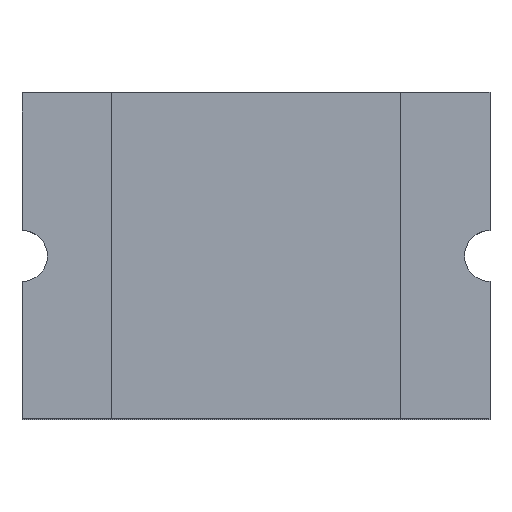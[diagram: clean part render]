
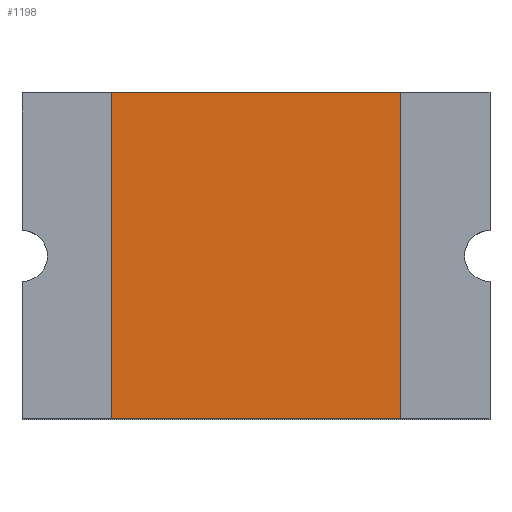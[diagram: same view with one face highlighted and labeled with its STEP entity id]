
A CAD part, top view. The second image highlights one B-rep face of the part: STEP entity #1198.
In plain terms, the highlighted planar face has unit normal (0, 0, 1).
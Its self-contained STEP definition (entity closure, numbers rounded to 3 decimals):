
#847 = PLANE('',#848);
#848 = AXIS2_PLACEMENT_3D('',#849,#850,#851);
#849 = CARTESIAN_POINT('',(-3.675,-2.57,1.15));
#850 = DIRECTION('',(0.,0.,1.));
#851 = DIRECTION('',(1.,0.,0.));
#964 = VERTEX_POINT('',#965);
#965 = CARTESIAN_POINT('',(2.275,-2.56,1.15));
#991 = EDGE_CURVE('',#992,#964,#994,.T.);
#992 = VERTEX_POINT('',#993);
#993 = CARTESIAN_POINT('',(-2.275,-2.56,1.15));
#994 = SURFACE_CURVE('',#995,(#999,#1006),.PCURVE_S1.);
#995 = LINE('',#996,#997);
#996 = CARTESIAN_POINT('',(-3.675,-2.56,1.15));
#997 = VECTOR('',#998,1.);
#998 = DIRECTION('',(1.,0.,0.));
#999 = PCURVE('',#847,#1000);
#1000 = DEFINITIONAL_REPRESENTATION('',(#1001),#1005);
#1001 = LINE('',#1002,#1003);
#1002 = CARTESIAN_POINT('',(0.,0.01));
#1003 = VECTOR('',#1004,1.);
#1004 = DIRECTION('',(1.,0.));
#1005 = ( GEOMETRIC_REPRESENTATION_CONTEXT(2) 
PARAMETRIC_REPRESENTATION_CONTEXT() REPRESENTATION_CONTEXT('2D SPACE',''
  ) );
#1006 = PCURVE('',#1007,#1012);
#1007 = PLANE('',#1008);
#1008 = AXIS2_PLACEMENT_3D('',#1009,#1010,#1011);
#1009 = CARTESIAN_POINT('',(-2.275,-2.56,1.15));
#1010 = DIRECTION('',(0.,0.,1.));
#1011 = DIRECTION('',(1.,0.,0.));
#1012 = DEFINITIONAL_REPRESENTATION('',(#1013),#1017);
#1013 = LINE('',#1014,#1015);
#1014 = CARTESIAN_POINT('',(-1.4,0.));
#1015 = VECTOR('',#1016,1.);
#1016 = DIRECTION('',(1.,0.));
#1017 = ( GEOMETRIC_REPRESENTATION_CONTEXT(2) 
PARAMETRIC_REPRESENTATION_CONTEXT() REPRESENTATION_CONTEXT('2D SPACE',''
  ) );
#1082 = PLANE('',#1083);
#1083 = AXIS2_PLACEMENT_3D('',#1084,#1085,#1086);
#1084 = CARTESIAN_POINT('',(-2.275,-2.56,0.));
#1085 = DIRECTION('',(1.,0.,0.));
#1086 = DIRECTION('',(0.,0.,1.));
#1198 = ADVANCED_FACE('',(#1199),#1007,.T.);
#1199 = FACE_BOUND('',#1200,.T.);
#1200 = EDGE_LOOP('',(#1201,#1224,#1225,#1253));
#1201 = ORIENTED_EDGE('',*,*,#1202,.F.);
#1202 = EDGE_CURVE('',#992,#1203,#1205,.T.);
#1203 = VERTEX_POINT('',#1204);
#1204 = CARTESIAN_POINT('',(-2.275,2.56,1.15));
#1205 = SURFACE_CURVE('',#1206,(#1210,#1217),.PCURVE_S1.);
#1206 = LINE('',#1207,#1208);
#1207 = CARTESIAN_POINT('',(-2.275,-2.56,1.15));
#1208 = VECTOR('',#1209,1.);
#1209 = DIRECTION('',(0.,1.,0.));
#1210 = PCURVE('',#1007,#1211);
#1211 = DEFINITIONAL_REPRESENTATION('',(#1212),#1216);
#1212 = LINE('',#1213,#1214);
#1213 = CARTESIAN_POINT('',(0.,0.));
#1214 = VECTOR('',#1215,1.);
#1215 = DIRECTION('',(0.,1.));
#1216 = ( GEOMETRIC_REPRESENTATION_CONTEXT(2) 
PARAMETRIC_REPRESENTATION_CONTEXT() REPRESENTATION_CONTEXT('2D SPACE',''
  ) );
#1217 = PCURVE('',#1082,#1218);
#1218 = DEFINITIONAL_REPRESENTATION('',(#1219),#1223);
#1219 = LINE('',#1220,#1221);
#1220 = CARTESIAN_POINT('',(1.15,0.));
#1221 = VECTOR('',#1222,1.);
#1222 = DIRECTION('',(0.,-1.));
#1223 = ( GEOMETRIC_REPRESENTATION_CONTEXT(2) 
PARAMETRIC_REPRESENTATION_CONTEXT() REPRESENTATION_CONTEXT('2D SPACE',''
  ) );
#1224 = ORIENTED_EDGE('',*,*,#991,.T.);
#1225 = ORIENTED_EDGE('',*,*,#1226,.T.);
#1226 = EDGE_CURVE('',#964,#1227,#1229,.T.);
#1227 = VERTEX_POINT('',#1228);
#1228 = CARTESIAN_POINT('',(2.275,2.56,1.15));
#1229 = SURFACE_CURVE('',#1230,(#1234,#1241),.PCURVE_S1.);
#1230 = LINE('',#1231,#1232);
#1231 = CARTESIAN_POINT('',(2.275,-2.56,1.15));
#1232 = VECTOR('',#1233,1.);
#1233 = DIRECTION('',(0.,1.,0.));
#1234 = PCURVE('',#1007,#1235);
#1235 = DEFINITIONAL_REPRESENTATION('',(#1236),#1240);
#1236 = LINE('',#1237,#1238);
#1237 = CARTESIAN_POINT('',(4.55,0.));
#1238 = VECTOR('',#1239,1.);
#1239 = DIRECTION('',(0.,1.));
#1240 = ( GEOMETRIC_REPRESENTATION_CONTEXT(2) 
PARAMETRIC_REPRESENTATION_CONTEXT() REPRESENTATION_CONTEXT('2D SPACE',''
  ) );
#1241 = PCURVE('',#1242,#1247);
#1242 = PLANE('',#1243);
#1243 = AXIS2_PLACEMENT_3D('',#1244,#1245,#1246);
#1244 = CARTESIAN_POINT('',(2.275,-2.56,0.));
#1245 = DIRECTION('',(1.,0.,0.));
#1246 = DIRECTION('',(0.,0.,1.));
#1247 = DEFINITIONAL_REPRESENTATION('',(#1248),#1252);
#1248 = LINE('',#1249,#1250);
#1249 = CARTESIAN_POINT('',(1.15,0.));
#1250 = VECTOR('',#1251,1.);
#1251 = DIRECTION('',(0.,-1.));
#1252 = ( GEOMETRIC_REPRESENTATION_CONTEXT(2) 
PARAMETRIC_REPRESENTATION_CONTEXT() REPRESENTATION_CONTEXT('2D SPACE',''
  ) );
#1253 = ORIENTED_EDGE('',*,*,#1254,.F.);
#1254 = EDGE_CURVE('',#1203,#1227,#1255,.T.);
#1255 = SURFACE_CURVE('',#1256,(#1260,#1267),.PCURVE_S1.);
#1256 = LINE('',#1257,#1258);
#1257 = CARTESIAN_POINT('',(-3.675,2.56,1.15));
#1258 = VECTOR('',#1259,1.);
#1259 = DIRECTION('',(1.,0.,0.));
#1260 = PCURVE('',#1007,#1261);
#1261 = DEFINITIONAL_REPRESENTATION('',(#1262),#1266);
#1262 = LINE('',#1263,#1264);
#1263 = CARTESIAN_POINT('',(-1.4,5.12));
#1264 = VECTOR('',#1265,1.);
#1265 = DIRECTION('',(1.,0.));
#1266 = ( GEOMETRIC_REPRESENTATION_CONTEXT(2) 
PARAMETRIC_REPRESENTATION_CONTEXT() REPRESENTATION_CONTEXT('2D SPACE',''
  ) );
#1267 = PCURVE('',#1268,#1273);
#1268 = PLANE('',#1269);
#1269 = AXIS2_PLACEMENT_3D('',#1270,#1271,#1272);
#1270 = CARTESIAN_POINT('',(-3.675,2.56,1.15));
#1271 = DIRECTION('',(0.,0.,1.));
#1272 = DIRECTION('',(1.,0.,0.));
#1273 = DEFINITIONAL_REPRESENTATION('',(#1274),#1278);
#1274 = LINE('',#1275,#1276);
#1275 = CARTESIAN_POINT('',(0.,0.));
#1276 = VECTOR('',#1277,1.);
#1277 = DIRECTION('',(1.,0.));
#1278 = ( GEOMETRIC_REPRESENTATION_CONTEXT(2) 
PARAMETRIC_REPRESENTATION_CONTEXT() REPRESENTATION_CONTEXT('2D SPACE',''
  ) );
